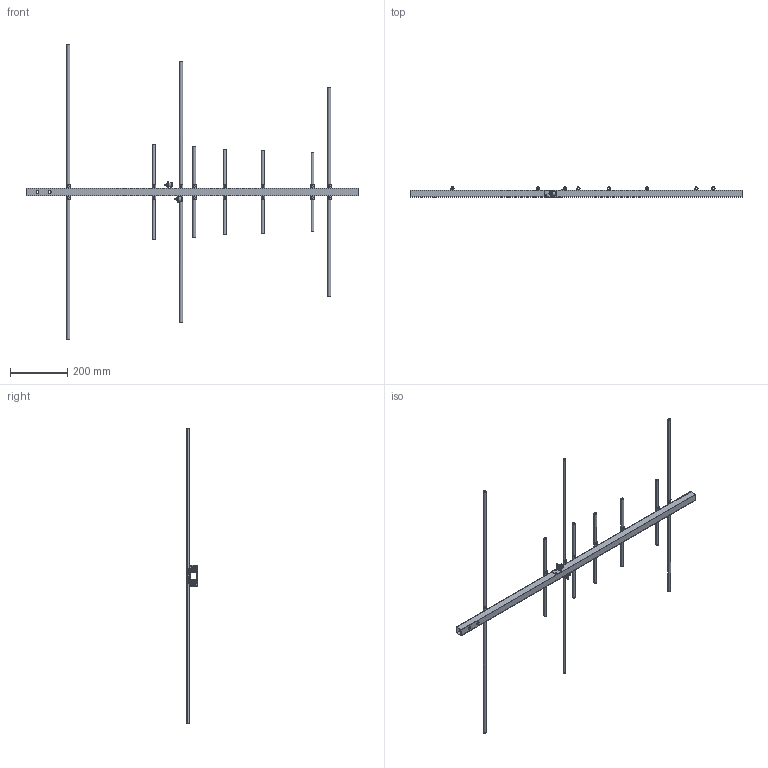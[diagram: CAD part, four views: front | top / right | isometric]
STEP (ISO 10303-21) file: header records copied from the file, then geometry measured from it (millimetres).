
FILE_DESCRIPTION(/* description */ ('','CAx-IF Rec.Pracs.---Representation and Presentation of Product Manufacturing Information (PMI)---4.0---2014-10-13'),/* implementation_level */ '2;1');
FILE_NAME(/* name */ 'ac641561-af00-4976-a92c-03d2f77a177b.stp',/* time_stamp */ '2025-02-25T01:36:52Z',/* author */ (''),/* organization */ (''),/* preprocessor_version */ 'ST-DEVELOPER v20',/* originating_system */ 'Autodesk Translation Framework v13.20.0.188',/* authorisation */ '');
FILE_SCHEMA (('AP242_MANAGED_MODEL_BASED_3D_ENGINEERING_MIM_LF { 1 0 10303 442 1 1 4 }'));
Length unit declared in the file: millimetre
Products named in the file (2): Yagi 2m/70cm; UHF Connector
Assembly tree (2 placements, depth 2):
  Yagi 2m/70cm
    UHF Connector  x2
Bounding box: 1158.5 x 36.4 x 1029.8 mm (x, y, z)
Volume: 308951.2 mm3; surface area: 477669.4 mm2
Topology: 33 solids, 33 shells, 458 faces, 1276 edges, 884 vertices
Faces by surface type: cylinder 184, plane 172, bspline 58, torus 32, cone 12
Full cylindrical faces by diameter (mm): 2.5 x2, 3.2 x64, 4 x6, 5 x40, 6 x4, 7.16 x8, 8.952 x2, 10 x12, 10.238 x4, 11.979 x2, 12 x4, 14.25 x2, 15.875 x2, 17 x6, 18.5 x2
Entity records: 16609 total; most frequent: CARTESIAN_POINT 7696, ORIENTED_EDGE 1896, DIRECTION 1519, EDGE_CURVE 948, VERTEX_POINT 668, AXIS2_PLACEMENT_3D 581, EDGE_LOOP 576, LINE 357
